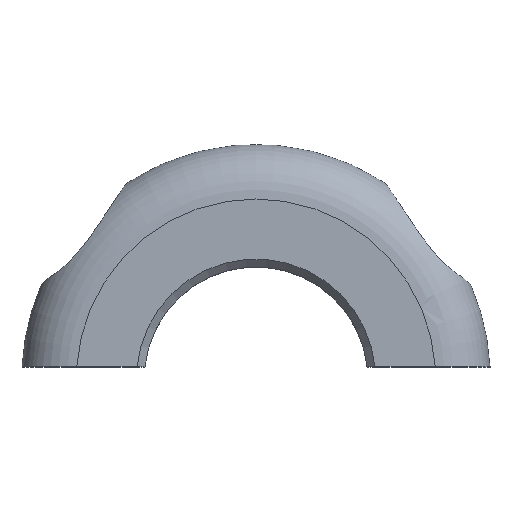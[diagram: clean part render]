
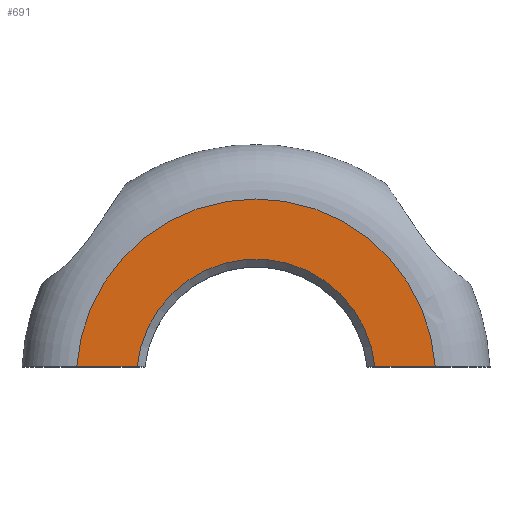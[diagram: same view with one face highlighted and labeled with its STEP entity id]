
A CAD part, top view. The second image highlights one B-rep face of the part: STEP entity #691.
In plain terms, the highlighted planar face has unit normal (0, 0, 1).
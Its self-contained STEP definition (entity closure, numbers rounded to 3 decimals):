
#49 = VERTEX_POINT('',#50);
#50 = CARTESIAN_POINT('',(15.226,25.,15.));
#57 = EDGE_CURVE('',#49,#58,#60,.T.);
#58 = VERTEX_POINT('',#59);
#59 = CARTESIAN_POINT('',(22.951,25.,15.));
#60 = LINE('',#61,#62);
#61 = CARTESIAN_POINT('',(14.221,25.,15.));
#62 = VECTOR('',#63,1.);
#63 = DIRECTION('',(1.,0.,0.));
#467 = EDGE_CURVE('',#58,#468,#470,.T.);
#468 = VERTEX_POINT('',#469);
#469 = CARTESIAN_POINT('',(-22.951,25.,15.));
#470 = CIRCLE('',#471,23.);
#471 = AXIS2_PLACEMENT_3D('',#472,#473,#474);
#472 = CARTESIAN_POINT('',(0.,23.5,15.));
#473 = DIRECTION('',(0.,-0.,1.));
#474 = DIRECTION('',(0.999,0.05,0.));
#672 = VERTEX_POINT('',#673);
#673 = CARTESIAN_POINT('',(-15.226,25.,15.));
#680 = EDGE_CURVE('',#49,#672,#681,.T.);
#681 = CIRCLE('',#682,15.3);
#682 = AXIS2_PLACEMENT_3D('',#683,#684,#685);
#683 = CARTESIAN_POINT('',(0.,23.5,15.));
#684 = DIRECTION('',(0.,-0.,1.));
#685 = DIRECTION('',(0.994,0.105,0.));
#691 = ADVANCED_FACE('',(#692),#703,.T.);
#692 = FACE_BOUND('',#693,.T.);
#693 = EDGE_LOOP('',(#694,#695,#696,#702));
#694 = ORIENTED_EDGE('',*,*,#57,.T.);
#695 = ORIENTED_EDGE('',*,*,#467,.T.);
#696 = ORIENTED_EDGE('',*,*,#697,.F.);
#697 = EDGE_CURVE('',#672,#468,#698,.T.);
#698 = LINE('',#699,#700);
#699 = CARTESIAN_POINT('',(-14.221,25.,15.));
#700 = VECTOR('',#701,1.);
#701 = DIRECTION('',(-1.,0.,0.));
#702 = ORIENTED_EDGE('',*,*,#680,.F.);
#703 = PLANE('',#704);
#704 = AXIS2_PLACEMENT_3D('',#705,#706,#707);
#705 = CARTESIAN_POINT('',(0.,35.929,15.));
#706 = DIRECTION('',(0.,0.,1.));
#707 = DIRECTION('',(1.,0.,0.));
